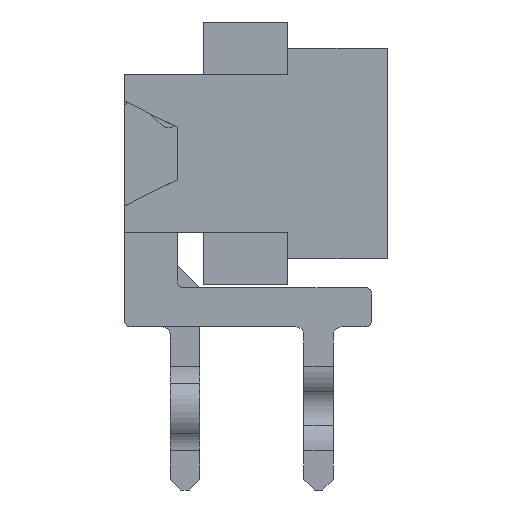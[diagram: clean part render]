
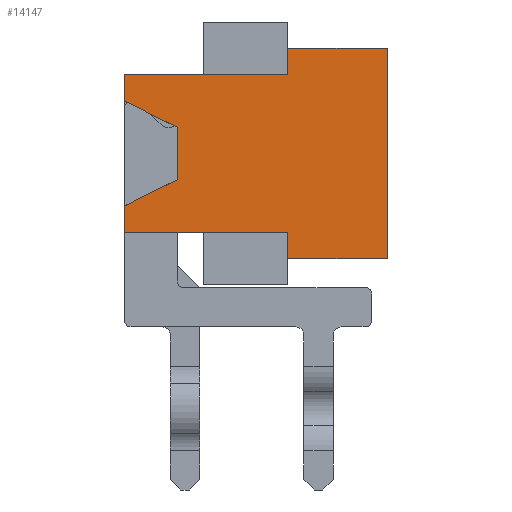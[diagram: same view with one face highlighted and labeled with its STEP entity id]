
A CAD part, front view. The second image highlights one B-rep face of the part: STEP entity #14147.
In plain terms, the highlighted face is planar.
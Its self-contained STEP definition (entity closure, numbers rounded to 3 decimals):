
#1798=ORIENTED_EDGE('',*,*,#5636,.F.);
#1799=ORIENTED_EDGE('',*,*,#5648,.F.);
#1800=ORIENTED_EDGE('',*,*,#5655,.T.);
#1801=ORIENTED_EDGE('',*,*,#5281,.F.);
#1802=ORIENTED_EDGE('',*,*,#5097,.T.);
#1803=ORIENTED_EDGE('',*,*,#5656,.F.);
#1804=ORIENTED_EDGE('',*,*,#5657,.F.);
#1805=ORIENTED_EDGE('',*,*,#5658,.T.);
#1806=ORIENTED_EDGE('',*,*,#5659,.T.);
#1807=ORIENTED_EDGE('',*,*,#5280,.T.);
#1808=ORIENTED_EDGE('',*,*,#5091,.F.);
#1809=ORIENTED_EDGE('',*,*,#5650,.F.);
#1810=ORIENTED_EDGE('',*,*,#5461,.F.);
#1811=ORIENTED_EDGE('',*,*,#5471,.F.);
#5091=EDGE_CURVE('',#7206,#7207,#8615,.T.);
#5097=EDGE_CURVE('',#7213,#7212,#8621,.T.);
#5280=EDGE_CURVE('',#7334,#7207,#8804,.T.);
#5281=EDGE_CURVE('',#7213,#7335,#8805,.T.);
#5461=EDGE_CURVE('',#7441,#7442,#8985,.T.);
#5471=EDGE_CURVE('',#7445,#7441,#8995,.T.);
#5636=EDGE_CURVE('',#7527,#7445,#9160,.T.);
#5648=EDGE_CURVE('',#7528,#7527,#9172,.T.);
#5650=EDGE_CURVE('',#7442,#7206,#9174,.T.);
#5655=EDGE_CURVE('',#7528,#7335,#9179,.T.);
#5656=EDGE_CURVE('',#7529,#7212,#9180,.T.);
#5657=EDGE_CURVE('',#7530,#7529,#9181,.T.);
#5658=EDGE_CURVE('',#7530,#7531,#9182,.T.);
#5659=EDGE_CURVE('',#7531,#7334,#9183,.T.);
#7206=VERTEX_POINT('',#20316);
#7207=VERTEX_POINT('',#20318);
#7212=VERTEX_POINT('',#20329);
#7213=VERTEX_POINT('',#20331);
#7334=VERTEX_POINT('',#20690);
#7335=VERTEX_POINT('',#20695);
#7441=VERTEX_POINT('',#21049);
#7442=VERTEX_POINT('',#21050);
#7445=VERTEX_POINT('',#21065);
#7527=VERTEX_POINT('',#21376);
#7528=VERTEX_POINT('',#21400);
#7529=VERTEX_POINT('',#21412);
#7530=VERTEX_POINT('',#21414);
#7531=VERTEX_POINT('',#21416);
#8615=LINE('',#20317,#10319);
#8621=LINE('',#20330,#10325);
#8804=LINE('',#20692,#10508);
#8805=LINE('',#20694,#10509);
#8985=LINE('',#21048,#10689);
#8995=LINE('',#21066,#10699);
#9160=LINE('',#21375,#10864);
#9172=LINE('',#21399,#10876);
#9174=LINE('',#21403,#10878);
#9179=LINE('',#21410,#10883);
#9180=LINE('',#21411,#10884);
#9181=LINE('',#21413,#10885);
#9182=LINE('',#21415,#10886);
#9183=LINE('',#21417,#10887);
#10319=VECTOR('',#16146,1000.);
#10325=VECTOR('',#16154,1000.);
#10508=VECTOR('',#16451,1000.);
#10509=VECTOR('',#16454,1000.);
#10689=VECTOR('',#16770,1000.);
#10699=VECTOR('',#16786,1000.);
#10864=VECTOR('',#17077,1000.);
#10876=VECTOR('',#17111,1000.);
#10878=VECTOR('',#17115,1000.);
#10883=VECTOR('',#17124,1000.);
#10884=VECTOR('',#17125,1000.);
#10885=VECTOR('',#17126,1000.);
#10886=VECTOR('',#17127,1000.);
#10887=VECTOR('',#17128,1000.);
#12085=EDGE_LOOP('',(#1798,#1799,#1800,#1801,#1802,#1803,#1804,#1805,#1806,
#1807,#1808,#1809,#1810,#1811));
#12851=FACE_BOUND('',#12085,.T.);
#13617=PLANE('',#14977);
#14147=ADVANCED_FACE('',(#12851),#13617,.F.);
#14977=AXIS2_PLACEMENT_3D('',#21409,#17122,#17123);
#16146=DIRECTION('',(0.,0.,1.));
#16154=DIRECTION('',(0.,-1.,0.));
#16451=DIRECTION('',(0.,0.,-1.));
#16454=DIRECTION('',(0.,0.,-1.));
#16770=DIRECTION('',(0.,0.447,-0.894));
#16786=DIRECTION('',(0.,1.,0.));
#17077=DIRECTION('',(0.,0.447,0.894));
#17111=DIRECTION('',(0.,1.,0.));
#17115=DIRECTION('',(0.,1.,0.));
#17122=DIRECTION('',(1.,0.,0.));
#17123=DIRECTION('',(0.,0.,-1.));
#17124=DIRECTION('',(0.,0.,1.));
#17125=DIRECTION('',(0.,0.,-1.));
#17126=DIRECTION('',(0.,-1.,0.));
#17127=DIRECTION('',(0.,0.,-1.));
#17128=DIRECTION('',(0.,-1.,0.));
#20316=CARTESIAN_POINT('',(-5.345,1.5,-1.5));
#20317=CARTESIAN_POINT('',(-5.345,1.5,-1.5));
#20318=CARTESIAN_POINT('',(-5.345,1.5,0.));
#20329=CARTESIAN_POINT('',(-5.345,-2.,1.6));
#20330=CARTESIAN_POINT('',(-5.345,2.,1.6));
#20331=CARTESIAN_POINT('',(-5.345,-1.5,1.6));
#20690=CARTESIAN_POINT('',(-5.345,1.5,1.6));
#20692=CARTESIAN_POINT('',(-5.345,1.5,14.066));
#20694=CARTESIAN_POINT('',(-5.345,-1.5,14.066));
#20695=CARTESIAN_POINT('',(-5.345,-1.5,0.));
#21048=CARTESIAN_POINT('',(-5.345,-0.8,2.1));
#21049=CARTESIAN_POINT('',(-5.345,0.5,-0.5));
#21050=CARTESIAN_POINT('',(-5.345,1.,-1.5));
#21065=CARTESIAN_POINT('',(-5.345,-0.5,-0.5));
#21066=CARTESIAN_POINT('',(-5.345,2.,-0.5));
#21375=CARTESIAN_POINT('',(-5.345,1.6,3.7));
#21376=CARTESIAN_POINT('',(-5.345,-1.,-1.5));
#21399=CARTESIAN_POINT('',(-5.345,-1.5,-1.5));
#21400=CARTESIAN_POINT('',(-5.345,-1.5,-1.5));
#21403=CARTESIAN_POINT('',(-5.345,-1.5,-1.5));
#21409=CARTESIAN_POINT('',(-5.345,2.,3.5));
#21410=CARTESIAN_POINT('',(-5.345,-1.5,-1.5));
#21411=CARTESIAN_POINT('',(-5.345,-2.,3.5));
#21412=CARTESIAN_POINT('',(-5.345,-2.,3.5));
#21413=CARTESIAN_POINT('',(-5.345,2.,3.5));
#21414=CARTESIAN_POINT('',(-5.345,2.,3.5));
#21415=CARTESIAN_POINT('',(-5.345,2.,3.5));
#21416=CARTESIAN_POINT('',(-5.345,2.,1.6));
#21417=CARTESIAN_POINT('',(-5.345,2.,1.6));
